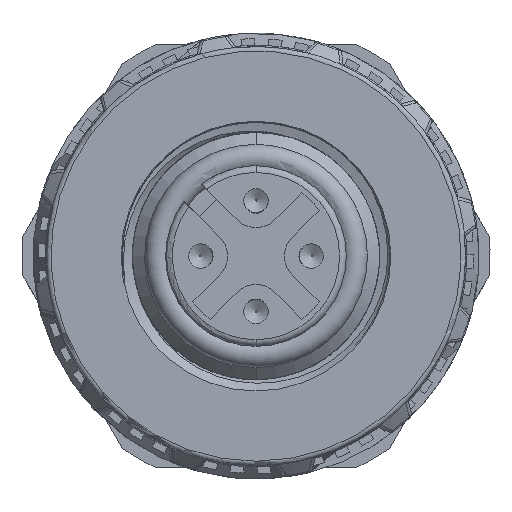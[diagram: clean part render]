
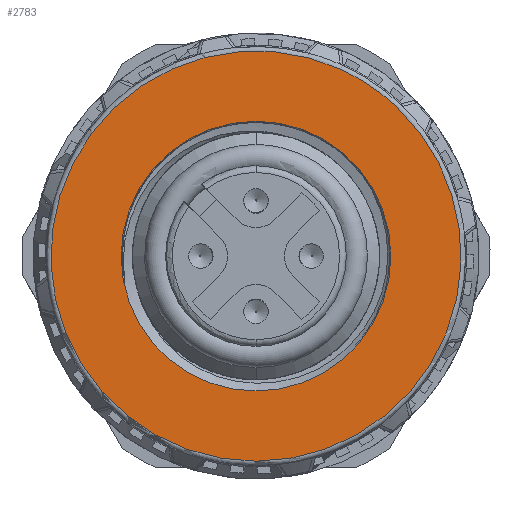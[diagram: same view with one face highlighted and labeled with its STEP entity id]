
A CAD part, left-side view. The second image highlights one B-rep face of the part: STEP entity #2783.
In plain terms, the highlighted planar face has unit normal (-1, 0, 0).
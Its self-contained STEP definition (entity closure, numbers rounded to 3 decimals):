
#1732=PLANE('',#10823);
#2783=ADVANCED_FACE('',(#3396,#3397),#1732,.T.);
#3295=B_SPLINE_CURVE_WITH_KNOTS('',3,(#18067,#18068,#18069,#18070),
 .UNSPECIFIED.,.F.,.F.,(4,4),(0.,1.),.UNSPECIFIED.);
#3396=FACE_BOUND('',#3879,.T.);
#3397=FACE_BOUND('',#3880,.T.);
#3879=EDGE_LOOP('',(#6173));
#3880=EDGE_LOOP('',(#6174,#6175));
#6173=ORIENTED_EDGE('',*,*,#9055,.T.);
#6174=ORIENTED_EDGE('',*,*,#8843,.T.);
#6175=ORIENTED_EDGE('',*,*,#8844,.T.);
#7618=VERTEX_POINT('',#18065);
#7619=VERTEX_POINT('',#18066);
#7745=VERTEX_POINT('',#18996);
#8843=EDGE_CURVE('',#7618,#7619,#9760,.T.);
#8844=EDGE_CURVE('',#7619,#7618,#3295,.T.);
#9055=EDGE_CURVE('',#7745,#7745,#9845,.T.);
#9760=CIRCLE('',#10664,9.2);
#9845=CIRCLE('',#10822,6.05);
#10664=AXIS2_PLACEMENT_3D('',#18064,#12863,#12864);
#10822=AXIS2_PLACEMENT_3D('',#18995,#13251,#13252);
#10823=AXIS2_PLACEMENT_3D('',#18997,#13253,#13254);
#12863=DIRECTION('',(-1.,0.,0.));
#12864=DIRECTION('',(0.,1.,0.));
#13251=DIRECTION('',(1.,0.,0.));
#13252=DIRECTION('',(0.,-1.,0.));
#13253=DIRECTION('',(-1.,0.,0.));
#13254=DIRECTION('',(0.,0.899,-0.438));
#18064=CARTESIAN_POINT('',(5.7,0.,0.));
#18065=CARTESIAN_POINT('',(5.7,-3.829,8.365));
#18066=CARTESIAN_POINT('',(5.7,-6.332,6.674));
#18067=CARTESIAN_POINT('',(5.7,-6.332,6.674));
#18068=CARTESIAN_POINT('',(5.7,-5.591,7.377));
#18069=CARTESIAN_POINT('',(5.7,-4.757,7.94));
#18070=CARTESIAN_POINT('',(5.7,-3.829,8.365));
#18995=CARTESIAN_POINT('',(5.7,0.,0.));
#18996=CARTESIAN_POINT('',(5.7,-6.05,0.));
#18997=CARTESIAN_POINT('',(5.7,0.,0.));
